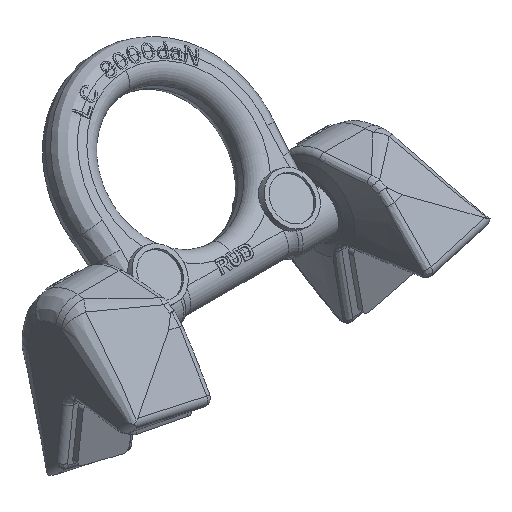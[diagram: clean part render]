
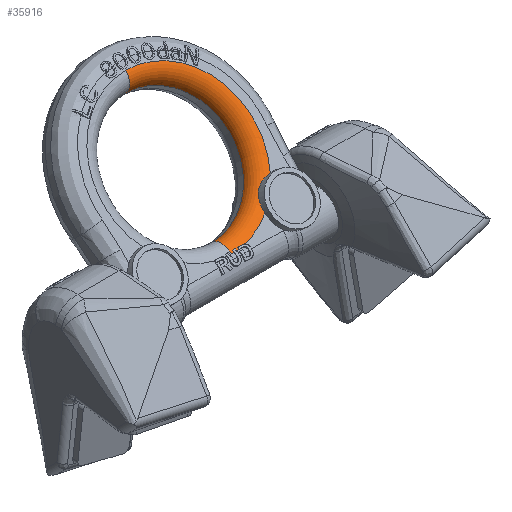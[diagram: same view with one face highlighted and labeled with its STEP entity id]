
A CAD part, isometric view. The second image highlights one B-rep face of the part: STEP entity #35916.
In plain terms, the highlighted toroidal (fillet/blend) face has major radius 29.5 mm and minor radius 5.5 mm.
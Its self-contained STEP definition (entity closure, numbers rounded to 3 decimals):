
#14378=CARTESIAN_POINT('',(-1.8,1.555,-7.));
#14379=CARTESIAN_POINT('',(-1.8,1.633,-7.));
#14380=CARTESIAN_POINT('',(-1.8,1.788,-6.997));
#14381=CARTESIAN_POINT('',(-1.8,2.02,-6.982));
#14382=CARTESIAN_POINT('',(-1.8,2.174,-6.966));
#14383=CARTESIAN_POINT('',(-1.8,2.251,-6.956));
#14385=CARTESIAN_POINT('',(-1.8,2.251,-6.956));
#14386=CARTESIAN_POINT('',(-1.7,2.251,-6.955));
#14387=CARTESIAN_POINT('',(-1.5,2.251,-6.954));
#14388=CARTESIAN_POINT('',(-1.2,2.251,-6.952));
#14389=CARTESIAN_POINT('',(-1.,2.251,-6.951));
#14390=CARTESIAN_POINT('',(-0.9,2.251,-6.95));
#14392=CARTESIAN_POINT('',(-0.9,2.251,-6.95));
#14393=CARTESIAN_POINT('',(-0.9,2.17,-6.961));
#14394=CARTESIAN_POINT('',(-0.9,2.006,-6.98));
#14395=CARTESIAN_POINT('',(-0.9,1.76,-6.996));
#14396=CARTESIAN_POINT('',(-0.9,1.596,-7.));
#14397=CARTESIAN_POINT('',(-0.9,1.514,-7.));
#14399=CARTESIAN_POINT('',(0.,31.,-7.));
#14400=DIRECTION('',(0.,0.,-1.));
#14401=DIRECTION('',(0.,-1.,0.));
#14402=AXIS2_PLACEMENT_3D('',#14399,#14400,#14401);
#14404=CARTESIAN_POINT('',(0.,1.5,-1.5));
#14405=DIRECTION('',(1.,0.,0.));
#14406=DIRECTION('',(0.,0.,-1.));
#14407=AXIS2_PLACEMENT_3D('',#14404,#14405,#14406);
#14409=CARTESIAN_POINT('',(0.,31.,-1.5));
#14410=DIRECTION('',(0.,0.,-1.));
#14411=DIRECTION('',(0.,-1.,0.));
#14412=AXIS2_PLACEMENT_3D('',#14409,#14410,#14411);
#14414=CARTESIAN_POINT('',(0.,31.,-7.));
#14415=DIRECTION('',(0.,0.,-1.));
#14416=DIRECTION('',(-0.854,-0.519,0.));
#14417=AXIS2_PLACEMENT_3D('',#14414,#14415,#14416);
#14419=CARTESIAN_POINT('',(-16.793,6.746,-7.));
#14420=CARTESIAN_POINT('',(-16.803,7.103,-7.));
#14421=CARTESIAN_POINT('',(-16.857,7.837,
-6.956));
#14422=CARTESIAN_POINT('',(-17.093,9.044,
-6.756));
#14423=CARTESIAN_POINT('',(-17.465,10.156,
-6.501));
#14424=CARTESIAN_POINT('',(-17.923,11.121,
-6.274));
#14425=CARTESIAN_POINT('',(-18.446,11.958,
-6.115));
#14426=CARTESIAN_POINT('',(-19.027,12.693,
-6.042));
#14427=CARTESIAN_POINT('',(-19.666,13.342,
-6.061));
#14428=CARTESIAN_POINT('',(-20.349,13.901,
-6.16));
#14429=CARTESIAN_POINT('',(-21.016,14.344,
-6.302));
#14430=CARTESIAN_POINT('',(-21.635,14.685,
-6.45));
#14431=CARTESIAN_POINT('',(-22.223,14.955,
-6.591));
#14432=CARTESIAN_POINT('',(-22.797,15.174,
-6.719));
#14433=CARTESIAN_POINT('',(-23.38,15.355,
-6.832));
#14434=CARTESIAN_POINT('',(-23.979,15.501,
-6.924));
#14435=CARTESIAN_POINT('',(-24.589,15.61,
-6.985));
#14436=CARTESIAN_POINT('',(-25.001,15.658,-7.));
#14437=CARTESIAN_POINT('',(-25.208,15.676,-7.));
#14439=CARTESIAN_POINT('',(0.,31.,-7.));
#14440=DIRECTION('',(0.,0.,-1.));
#14441=DIRECTION('',(-0.188,-0.982,0.));
#14442=AXIS2_PLACEMENT_3D('',#14439,#14440,#14441);
#14444=CARTESIAN_POINT('',(-5.55,2.027,-7.));
#14445=CARTESIAN_POINT('',(-5.49,2.061,-7.));
#14446=CARTESIAN_POINT('',(-5.365,2.123,
-6.999));
#14447=CARTESIAN_POINT('',(-5.159,2.193,
-6.995));
#14448=CARTESIAN_POINT('',(-4.945,2.236,
-6.991));
#14449=CARTESIAN_POINT('',(-4.801,2.245,-6.989));
#14450=CARTESIAN_POINT('',(-4.73,2.245,-6.988));
#14452=CARTESIAN_POINT('',(-4.73,2.245,-6.988));
#14453=CARTESIAN_POINT('',(-4.504,2.245,-6.986));
#14454=CARTESIAN_POINT('',(-4.053,2.245,-6.981));
#14455=CARTESIAN_POINT('',(-3.376,2.245,-6.973));
#14456=CARTESIAN_POINT('',(-2.925,2.245,-6.967));
#14457=CARTESIAN_POINT('',(-2.7,2.245,-6.965));
#14459=CARTESIAN_POINT('',(-2.7,2.245,-6.965));
#14460=CARTESIAN_POINT('',(-2.7,2.176,-6.973));
#14461=CARTESIAN_POINT('',(-2.7,2.039,-6.986));
#14462=CARTESIAN_POINT('',(-2.7,1.831,-6.997));
#14463=CARTESIAN_POINT('',(-2.7,1.693,-7.));
#14464=CARTESIAN_POINT('',(-2.7,1.624,-7.));
#14466=CARTESIAN_POINT('',(0.,31.,-7.));
#14467=DIRECTION('',(0.,0.,-1.));
#14468=DIRECTION('',(-0.061,-0.998,0.));
#14469=AXIS2_PLACEMENT_3D('',#14466,#14467,#14468);
#14538=CARTESIAN_POINT('',(0.,60.5,-1.5));
#14539=DIRECTION('',(-1.,0.,0.));
#14540=DIRECTION('',(0.,0.,-1.));
#14541=AXIS2_PLACEMENT_3D('',#14538,#14539,#14540);
#22026=CARTESIAN_POINT('',(-1.8,1.555,-7.));
#22027=VERTEX_POINT('',#22026);
#22028=CARTESIAN_POINT('',(-0.9,1.514,-7.));
#22029=VERTEX_POINT('',#22028);
#22034=CARTESIAN_POINT('',(-5.55,2.027,-7.));
#22035=VERTEX_POINT('',#22034);
#22052=CARTESIAN_POINT('',(-1.8,2.251,-6.956));
#22053=VERTEX_POINT('',#22052);
#22054=CARTESIAN_POINT('',(-0.9,2.251,-6.95));
#22055=VERTEX_POINT('',#22054);
#22058=CARTESIAN_POINT('',(-4.73,2.245,-6.988));
#22059=VERTEX_POINT('',#22058);
#22060=CARTESIAN_POINT('',(-2.7,2.245,-6.965));
#22061=VERTEX_POINT('',#22060);
#22103=CARTESIAN_POINT('',(-25.208,15.676,-7.));
#22105=VERTEX_POINT('',#22103);
#22162=CARTESIAN_POINT('',(-16.793,6.746,-7.));
#22163=VERTEX_POINT('',#22162);
#22166=CARTESIAN_POINT('',(-2.7,1.624,-7.));
#22167=VERTEX_POINT('',#22166);
#22176=CARTESIAN_POINT('',(0.,55.,-1.5));
#22177=CARTESIAN_POINT('',(0.,7.,-1.5));
#22178=VERTEX_POINT('',#22176);
#22179=VERTEX_POINT('',#22177);
#22180=CARTESIAN_POINT('',(0.,1.5,-7.));
#22181=VERTEX_POINT('',#22180);
#22182=CARTESIAN_POINT('',(0.,60.5,-7.));
#22183=VERTEX_POINT('',#22182);
#35886=CARTESIAN_POINT('',(0.,31.,-1.5));
#35887=DIRECTION('',(0.,0.,1.));
#35888=DIRECTION('',(0.006,-1.,0.));
#35889=AXIS2_PLACEMENT_3D('',#35886,#35887,#35888);
#35890=TOROIDAL_SURFACE('',#35889,29.5,5.5);
#35892=ORIENTED_EDGE('',*,*,#35891,.T.);
#35894=ORIENTED_EDGE('',*,*,#35893,.T.);
#35896=ORIENTED_EDGE('',*,*,#35895,.T.);
#35897=ORIENTED_EDGE('',*,*,#25671,.F.);
#35899=ORIENTED_EDGE('',*,*,#35898,.T.);
#35900=ORIENTED_EDGE('',*,*,#35879,.T.);
#35902=ORIENTED_EDGE('',*,*,#35901,.F.);
#35903=ORIENTED_EDGE('',*,*,#25982,.F.);
#35905=ORIENTED_EDGE('',*,*,#35904,.F.);
#35906=ORIENTED_EDGE('',*,*,#25685,.F.);
#35908=ORIENTED_EDGE('',*,*,#35907,.T.);
#35910=ORIENTED_EDGE('',*,*,#35909,.T.);
#35912=ORIENTED_EDGE('',*,*,#35911,.T.);
#35913=ORIENTED_EDGE('',*,*,#25638,.F.);
#35914=EDGE_LOOP('',(#35892,#35894,#35896,#35897,#35899,#35900,#35902,#35903,
#35905,#35906,#35908,#35910,#35912,#35913));
#35915=FACE_OUTER_BOUND('',#35914,.F.);
#35916=ADVANCED_FACE('',(#35915),#35890,.T.);
#14384=B_SPLINE_CURVE_WITH_KNOTS('',3,(#14378,#14379,#14380,#14381,#14382,
#14383),.UNSPECIFIED.,.F.,.F.,(4,1,1,4),(0.,0.333,
0.667,1.),.UNSPECIFIED.);
#14391=B_SPLINE_CURVE_WITH_KNOTS('',3,(#14385,#14386,#14387,#14388,#14389,
#14390),.UNSPECIFIED.,.F.,.F.,(4,1,1,4),(0.,0.333,
0.667,1.),.UNSPECIFIED.);
#14398=B_SPLINE_CURVE_WITH_KNOTS('',3,(#14392,#14393,#14394,#14395,#14396,
#14397),.UNSPECIFIED.,.F.,.F.,(4,1,1,4),(0.,0.333,
0.667,1.),.UNSPECIFIED.);
#14403=CIRCLE('',#14402,29.5);
#14408=CIRCLE('',#14407,5.5);
#14413=CIRCLE('',#14412,24.);
#14418=CIRCLE('',#14417,29.5);
#14438=B_SPLINE_CURVE_WITH_KNOTS('',3,(#14419,#14420,#14421,#14422,#14423,
#14424,#14425,#14426,#14427,#14428,#14429,#14430,#14431,#14432,#14433,#14434,
#14435,#14436,#14437),.UNSPECIFIED.,.F.,.F.,(4,1,1,1,1,1,1,1,1,1,1,1,1,1,1,1,4),
(0.,0.063,0.125,0.188,0.25,0.313,0.375,0.438,0.5,0.563,
0.625,0.688,0.75,0.813,0.875,0.938,1.),.UNSPECIFIED.);
#14443=CIRCLE('',#14442,29.5);
#14451=B_SPLINE_CURVE_WITH_KNOTS('',3,(#14444,#14445,#14446,#14447,#14448,
#14449,#14450),.UNSPECIFIED.,.F.,.F.,(4,1,1,1,4),(0.,0.25,0.5,0.75,
1.),.UNSPECIFIED.);
#14458=B_SPLINE_CURVE_WITH_KNOTS('',3,(#14452,#14453,#14454,#14455,#14456,
#14457),.UNSPECIFIED.,.F.,.F.,(4,1,1,4),(0.,0.333,
0.667,1.),.UNSPECIFIED.);
#14465=B_SPLINE_CURVE_WITH_KNOTS('',3,(#14459,#14460,#14461,#14462,#14463,
#14464),.UNSPECIFIED.,.F.,.F.,(4,1,1,4),(0.,0.333,
0.667,1.),.UNSPECIFIED.);
#14470=CIRCLE('',#14469,29.5);
#14542=CIRCLE('',#14541,5.5);
#25638=EDGE_CURVE('',#22027,#22167,#14470,.T.);
#25671=EDGE_CURVE('',#22181,#22029,#14403,.T.);
#25685=EDGE_CURVE('',#22035,#22163,#14443,.T.);
#25982=EDGE_CURVE('',#22105,#22183,#14418,.T.);
#35879=EDGE_CURVE('',#22179,#22178,#14413,.T.);
#35891=EDGE_CURVE('',#22027,#22053,#14384,.T.);
#35893=EDGE_CURVE('',#22053,#22055,#14391,.T.);
#35895=EDGE_CURVE('',#22055,#22029,#14398,.T.);
#35898=EDGE_CURVE('',#22181,#22179,#14408,.T.);
#35901=EDGE_CURVE('',#22183,#22178,#14542,.T.);
#35904=EDGE_CURVE('',#22163,#22105,#14438,.T.);
#35907=EDGE_CURVE('',#22035,#22059,#14451,.T.);
#35909=EDGE_CURVE('',#22059,#22061,#14458,.T.);
#35911=EDGE_CURVE('',#22061,#22167,#14465,.T.);
